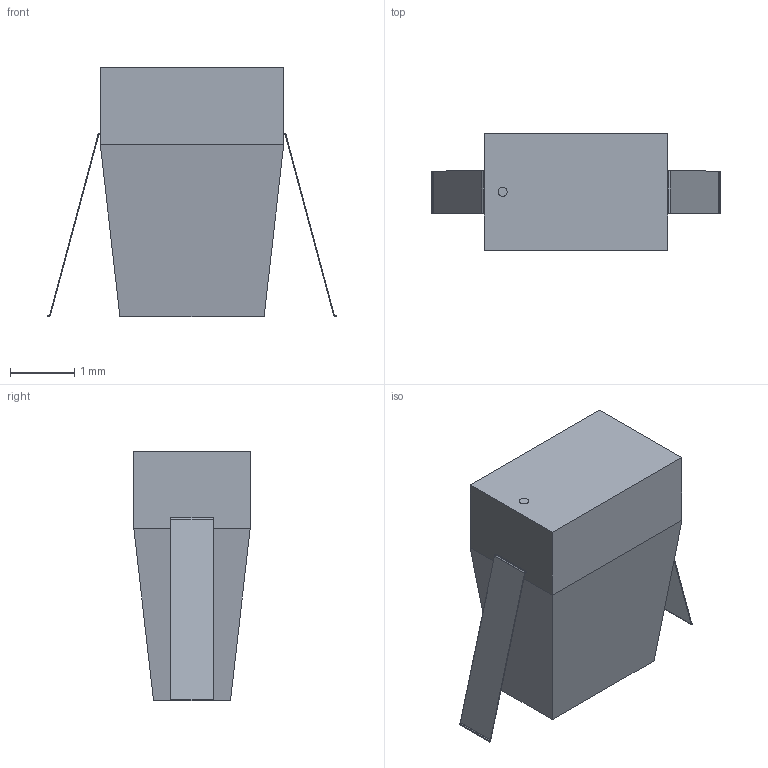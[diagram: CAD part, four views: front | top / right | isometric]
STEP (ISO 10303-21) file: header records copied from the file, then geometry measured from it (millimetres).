
FILE_DESCRIPTION(('STEP AP214'),'1');
FILE_NAME('SOD123_MCC','2024-06-17T06:07:39',(''),(''),'','','');
FILE_SCHEMA(('AUTOMOTIVE_DESIGN'));
Length unit declared in the file: millimetre
Products named in the file (1): product
Bounding box: 4.47 x 1.8 x 3.86 mm (x, y, z)
Volume: 16.4 mm3; surface area: 48.6 mm2
Topology: 4 solids, 4 shells, 41 faces, 95 edges, 62 vertices
Faces by surface type: plane 32, cylinder 9
Full cylindrical faces by diameter (mm): 0.142 x1
Entity records: 1273 total; most frequent: DIRECTION 198, ORIENTED_EDGE 188, CARTESIAN_POINT 115, EDGE_CURVE 94, LINE 76, VECTOR 76, VERTEX_POINT 62, AXIS2_PLACEMENT_3D 61
